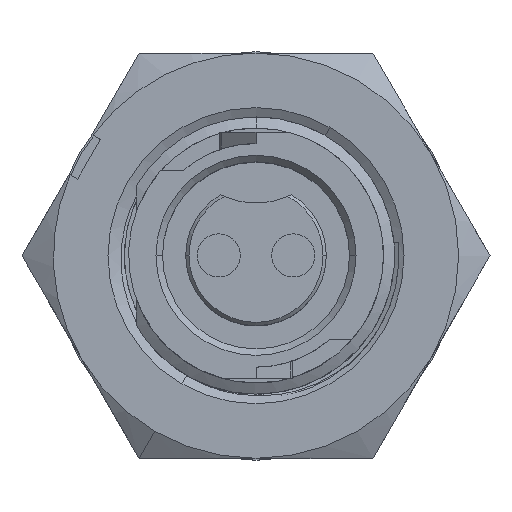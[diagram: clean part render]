
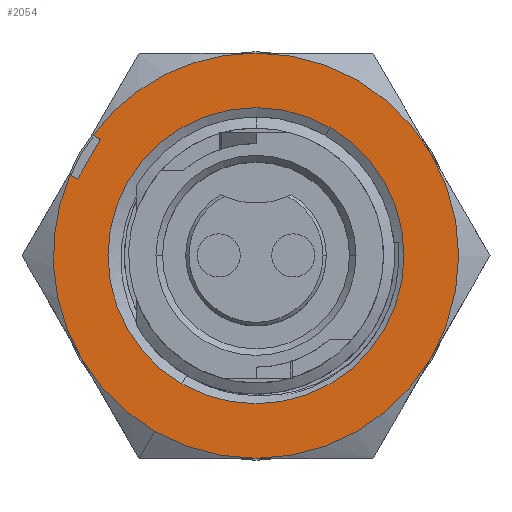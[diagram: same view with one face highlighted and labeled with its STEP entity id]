
A CAD part, top view. The second image highlights one B-rep face of the part: STEP entity #2054.
In plain terms, the highlighted planar face has unit normal (0, 0, 1).
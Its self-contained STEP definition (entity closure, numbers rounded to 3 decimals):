
#30 = VERTEX_POINT ( 'NONE', #5759 ) ;
#259 = DIRECTION ( 'NONE',  ( 0., 0., -1. ) ) ;
#436 = EDGE_CURVE ( 'NONE', #8359, #11047, #2206, .T. ) ;
#560 = ORIENTED_EDGE ( 'NONE', *, *, #436, .F. ) ;
#653 = DIRECTION ( 'NONE',  ( 0., 0., -1. ) ) ;
#720 = EDGE_CURVE ( 'NONE', #12015, #13471, #10835, .T. ) ;
#738 = DIRECTION ( 'NONE',  ( -0.5, -0.866, 0. ) ) ;
#821 = CIRCLE ( 'NONE', #4448, 7.874 ) ;
#988 = DIRECTION ( 'NONE',  ( -0.5, -0.866, 0. ) ) ;
#1181 = CARTESIAN_POINT ( 'NONE',  ( -2.877, -4.982, 10.236 ) ) ;
#1193 = CARTESIAN_POINT ( 'NONE',  ( -6.331, 4.682, 10.236 ) ) ;
#1266 = EDGE_CURVE ( 'NONE', #5149, #12015, #821, .T. ) ;
#1367 = CARTESIAN_POINT ( 'NONE',  ( 2.877, 4.982, 10.236 ) ) ;
#1447 = EDGE_CURVE ( 'NONE', #11047, #30, #13159, .T. ) ;
#1824 = DIRECTION ( 'NONE',  ( 0., 0., -1. ) ) ;
#1843 = ORIENTED_EDGE ( 'NONE', *, *, #10251, .F. ) ;
#1929 = AXIS2_PLACEMENT_3D ( 'NONE', #5472, #10928, #988 ) ;
#1962 = ORIENTED_EDGE ( 'NONE', *, *, #7932, .F. ) ;
#1992 = AXIS2_PLACEMENT_3D ( 'NONE', #7276, #10845, #7694 ) ;
#2054 = ADVANCED_FACE ( 'NONE', ( #5051, #6144 ), #13781, .F. ) ;
#2113 = DIRECTION ( 'NONE',  ( -0.866, 0.5, 0. ) ) ;
#2117 = CARTESIAN_POINT ( 'NONE',  ( 0., 0., 10.236 ) ) ;
#2206 = CIRCLE ( 'NONE', #1992, 7.874 ) ;
#2414 = CARTESIAN_POINT ( 'NONE',  ( 0., 0., 10.236 ) ) ;
#2549 = DIRECTION ( 'NONE',  ( -0.5, -0.866, 0. ) ) ;
#2553 = CARTESIAN_POINT ( 'NONE',  ( -6.045, 4.516, 10.236 ) ) ;
#2636 = VERTEX_POINT ( 'NONE', #1367 ) ;
#2982 = CARTESIAN_POINT ( 'NONE',  ( 13.638, -7.874, 10.236 ) ) ;
#3325 = CIRCLE ( 'NONE', #12022, 7.874 ) ;
#3500 = ORIENTED_EDGE ( 'NONE', *, *, #7067, .F. ) ;
#3798 = LINE ( 'NONE', #10471, #7677 ) ;
#3974 = CARTESIAN_POINT ( 'NONE',  ( -7.22, 3.142, 10.236 ) ) ;
#3993 = CARTESIAN_POINT ( 'NONE',  ( 0., 0., 10.236 ) ) ;
#4211 = DIRECTION ( 'NONE',  ( 0., 0., -1. ) ) ;
#4233 = CIRCLE ( 'NONE', #8809, 7.874 ) ;
#4300 = DIRECTION ( 'NONE',  ( -0.5, -0.866, 0. ) ) ;
#4448 = AXIS2_PLACEMENT_3D ( 'NONE', #3993, #13797, #12934 ) ;
#4916 = EDGE_LOOP ( 'NONE', ( #9268, #11955 ) ) ;
#5051 = FACE_BOUND ( 'NONE', #4916, .T. ) ;
#5149 = VERTEX_POINT ( 'NONE', #8917 ) ;
#5472 = CARTESIAN_POINT ( 'NONE',  ( 0., 0., 10.236 ) ) ;
#5549 = EDGE_CURVE ( 'NONE', #2636, #10813, #8006, .T. ) ;
#5609 = VECTOR ( 'NONE', #2113, 1000. ) ;
#5719 = VERTEX_POINT ( 'NONE', #2553 ) ;
#5759 = CARTESIAN_POINT ( 'NONE',  ( 6.819, -3.937, 10.236 ) ) ;
#5952 = EDGE_CURVE ( 'NONE', #10813, #2636, #13983, .T. ) ;
#6144 = FACE_OUTER_BOUND ( 'NONE', #10368, .T. ) ;
#6530 = CARTESIAN_POINT ( 'NONE',  ( -7.296, 5.239, 10.236 ) ) ;
#6554 = AXIS2_PLACEMENT_3D ( 'NONE', #8446, #4211, #738 ) ;
#6700 = VERTEX_POINT ( 'NONE', #1193 ) ;
#6882 = DIRECTION ( 'NONE',  ( -0.5, -0.866, 0. ) ) ;
#6889 = ORIENTED_EDGE ( 'NONE', *, *, #6962, .F. ) ;
#6962 = EDGE_CURVE ( 'NONE', #10332, #13551, #3798, .T. ) ;
#6980 = CARTESIAN_POINT ( 'NONE',  ( 0., 0., 10.236 ) ) ;
#7067 = EDGE_CURVE ( 'NONE', #5719, #6700, #8815, .T. ) ;
#7231 = CARTESIAN_POINT ( 'NONE',  ( 0., 0., 10.236 ) ) ;
#7276 = CARTESIAN_POINT ( 'NONE',  ( 0., 0., 10.236 ) ) ;
#7293 = EDGE_CURVE ( 'NONE', #13471, #10332, #4233, .T. ) ;
#7677 = VECTOR ( 'NONE', #8318, 1000. ) ;
#7694 = DIRECTION ( 'NONE',  ( -0.5, -0.866, 0. ) ) ;
#7932 = EDGE_CURVE ( 'NONE', #30, #5149, #10195, .T. ) ;
#8006 = CIRCLE ( 'NONE', #11668, 5.753 ) ;
#8034 = EDGE_CURVE ( 'NONE', #6700, #8359, #3325, .T. ) ;
#8318 = DIRECTION ( 'NONE',  ( 0.866, -0.5, 0. ) ) ;
#8325 = AXIS2_PLACEMENT_3D ( 'NONE', #2117, #10612, #4300 ) ;
#8359 = VERTEX_POINT ( 'NONE', #9103 ) ;
#8446 = CARTESIAN_POINT ( 'NONE',  ( 0., 0., 10.236 ) ) ;
#8607 = VECTOR ( 'NONE', #12413, 1000. ) ;
#8639 = CARTESIAN_POINT ( 'NONE',  ( 6.819, 3.937, 10.236 ) ) ;
#8640 = ORIENTED_EDGE ( 'NONE', *, *, #7293, .F. ) ;
#8773 = DIRECTION ( 'NONE',  ( 0., 0., -1. ) ) ;
#8809 = AXIS2_PLACEMENT_3D ( 'NONE', #8966, #259, #6882 ) ;
#8815 = LINE ( 'NONE', #6530, #5609 ) ;
#8823 = AXIS2_PLACEMENT_3D ( 'NONE', #2414, #8773, #11918 ) ;
#8826 = ORIENTED_EDGE ( 'NONE', *, *, #8034, .F. ) ;
#8868 = LINE ( 'NONE', #9867, #8607 ) ;
#8917 = CARTESIAN_POINT ( 'NONE',  ( 0., -7.874, 10.236 ) ) ;
#8966 = CARTESIAN_POINT ( 'NONE',  ( 0., 0., 10.236 ) ) ;
#9103 = CARTESIAN_POINT ( 'NONE',  ( 0., 7.874, 10.236 ) ) ;
#9268 = ORIENTED_EDGE ( 'NONE', *, *, #5549, .T. ) ;
#9601 = ORIENTED_EDGE ( 'NONE', *, *, #1266, .F. ) ;
#9867 = CARTESIAN_POINT ( 'NONE',  ( -6.934, 2.977, 10.236 ) ) ;
#10195 = CIRCLE ( 'NONE', #8823, 7.874 ) ;
#10251 = EDGE_CURVE ( 'NONE', #13551, #5719, #8868, .T. ) ;
#10268 = CARTESIAN_POINT ( 'NONE',  ( -6.819, -3.937, 10.236 ) ) ;
#10332 = VERTEX_POINT ( 'NONE', #3974 ) ;
#10368 = EDGE_LOOP ( 'NONE', ( #8826, #3500, #1843, #6889, #8640, #12617, #9601, #1962, #12245, #560 ) ) ;
#10471 = CARTESIAN_POINT ( 'NONE',  ( -8.185, 3.699, 10.236 ) ) ;
#10512 = CARTESIAN_POINT ( 'NONE',  ( -3.937, -6.819, 10.236 ) ) ;
#10612 = DIRECTION ( 'NONE',  ( 0., 0., -1. ) ) ;
#10813 = VERTEX_POINT ( 'NONE', #1181 ) ;
#10835 = CIRCLE ( 'NONE', #8325, 7.874 ) ;
#10845 = DIRECTION ( 'NONE',  ( 0., 0., -1. ) ) ;
#10928 = DIRECTION ( 'NONE',  ( 0., 0., -1. ) ) ;
#11047 = VERTEX_POINT ( 'NONE', #8639 ) ;
#11275 = DIRECTION ( 'NONE',  ( 0., 0., -1. ) ) ;
#11505 = DIRECTION ( 'NONE',  ( 0., -1., 0. ) ) ;
#11597 = DIRECTION ( 'NONE',  ( -0.5, -0.866, 0. ) ) ;
#11668 = AXIS2_PLACEMENT_3D ( 'NONE', #7231, #1824, #11597 ) ;
#11918 = DIRECTION ( 'NONE',  ( -0.5, -0.866, 0. ) ) ;
#11955 = ORIENTED_EDGE ( 'NONE', *, *, #5952, .T. ) ;
#12015 = VERTEX_POINT ( 'NONE', #10512 ) ;
#12022 = AXIS2_PLACEMENT_3D ( 'NONE', #6980, #11275, #2549 ) ;
#12245 = ORIENTED_EDGE ( 'NONE', *, *, #1447, .F. ) ;
#12413 = DIRECTION ( 'NONE',  ( 0.5, 0.866, 0. ) ) ;
#12617 = ORIENTED_EDGE ( 'NONE', *, *, #720, .F. ) ;
#12934 = DIRECTION ( 'NONE',  ( -0.5, -0.866, 0. ) ) ;
#13159 = CIRCLE ( 'NONE', #6554, 7.874 ) ;
#13334 = CARTESIAN_POINT ( 'NONE',  ( -6.934, 2.977, 10.236 ) ) ;
#13471 = VERTEX_POINT ( 'NONE', #10268 ) ;
#13551 = VERTEX_POINT ( 'NONE', #13334 ) ;
#13594 = AXIS2_PLACEMENT_3D ( 'NONE', #2982, #653, #11505 ) ;
#13781 = PLANE ( 'NONE',  #13594 ) ;
#13797 = DIRECTION ( 'NONE',  ( 0., 0., -1. ) ) ;
#13983 = CIRCLE ( 'NONE', #1929, 5.753 ) ;
